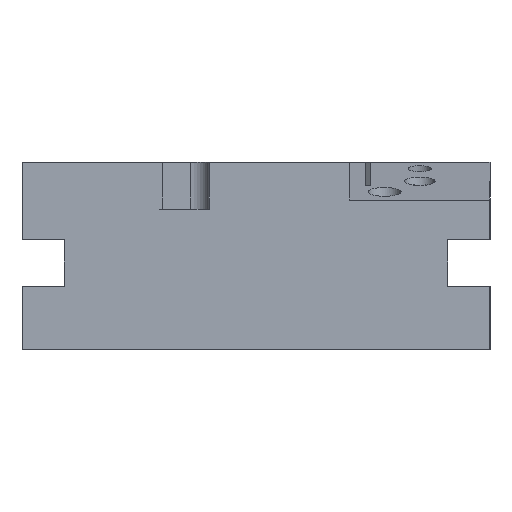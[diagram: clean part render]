
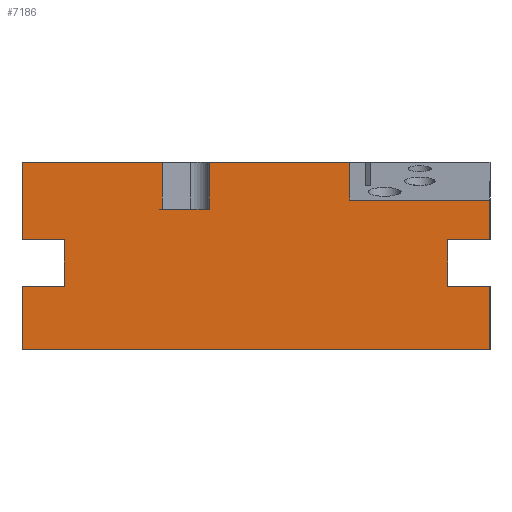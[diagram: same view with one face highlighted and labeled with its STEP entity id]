
A CAD part, left-side view. The second image highlights one B-rep face of the part: STEP entity #7186.
In plain terms, the highlighted planar face has unit normal (-1, 0, 0).
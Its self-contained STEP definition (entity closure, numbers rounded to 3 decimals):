
#6397=CARTESIAN_POINT('POINT440',(-52.5,16.8,
   12.6));
#6398=VERTEX_POINT('VERTEX440',#6397);
#6399=CARTESIAN_POINT('POINT441',(-52.5,16.8,
   21.));
#6400=VERTEX_POINT('VERTEX441',#6399);
#6401=CARTESIAN_POINT('POS669',(-52.5,16.8,
   12.6));
#6402=DIRECTION('DIR1004',(0.,0.,-1.));
#6403=VECTOR('VEC334',#6402,1.);
#6404=LINE('STRAIGHT334',#6401,#6403);
#6405=EDGE_CURVE('EDGE643',#6398,#6400,#6404,.F.);
#6436=CARTESIAN_POINT('POINT442',(-52.5,8.4,
   12.6));
#6437=VERTEX_POINT('VERTEX442',#6436);
#6438=CARTESIAN_POINT('POS673',(-52.5,0.,12.6));
#6439=DIRECTION('DIR1011',(0.,1.,0.));
#6440=VECTOR('VEC335',#6439,1.);
#6441=LINE('STRAIGHT335',#6438,#6440);
#6442=EDGE_CURVE('EDGE646',#6437,#6398,#6441,.T.);
#6465=CARTESIAN_POINT('POINT443',(-52.5,8.4,
   21.));
#6466=VERTEX_POINT('VERTEX443',#6465);
#6475=CARTESIAN_POINT('POS677',(-52.5,8.4,
   21.));
#6476=DIRECTION('DIR1015',(0.,0.,-1.));
#6477=VECTOR('VEC339',#6476,1.);
#6478=LINE('STRAIGHT339',#6475,#6477);
#6479=EDGE_CURVE('EDGE650',#6437,#6466,#6478,.F.);
#6490=CARTESIAN_POINT('POINT444',(-52.5,-42.,7.14));
#6491=VERTEX_POINT('VERTEX444',#6490);
#6498=CARTESIAN_POINT('POINT445',(-52.5,-34.44,7.14));
#6499=VERTEX_POINT('VERTEX445',#6498);
#6500=CARTESIAN_POINT('POS680',(-52.5,0.,7.14));
#6501=DIRECTION('DIR1019',(0.,-1.,0.));
#6502=VECTOR('VEC341',#6501,1.);
#6503=LINE('STRAIGHT341',#6500,#6502);
#6504=EDGE_CURVE('EDGE652',#6491,#6499,#6503,.F.);
#6535=CARTESIAN_POINT('POINT446',(-52.5,-34.44,-1.26));
#6536=VERTEX_POINT('VERTEX446',#6535);
#6545=CARTESIAN_POINT('POS684',(-52.5,-34.44,21.));
#6546=DIRECTION('DIR1024',(0.,0.,-1.));
#6547=VECTOR('VEC344',#6546,1.);
#6548=LINE('STRAIGHT344',#6545,#6547);
#6549=EDGE_CURVE('EDGE655',#6536,#6499,#6548,.F.);
#6574=CARTESIAN_POINT('POINT447',(-52.5,-42.,-1.26));
#6575=VERTEX_POINT('VERTEX447',#6574);
#6584=CARTESIAN_POINT('POS687',(-52.5,0.,-1.26));
#6585=DIRECTION('DIR1028',(0.,-1.,0.));
#6586=VECTOR('VEC346',#6585,1.);
#6587=LINE('STRAIGHT346',#6584,#6586);
#6588=EDGE_CURVE('EDGE657',#6575,#6536,#6587,.F.);
#6599=CARTESIAN_POINT('POINT448',(-52.5,-42.,-12.6));
#6600=VERTEX_POINT('VERTEX448',#6599);
#6601=CARTESIAN_POINT('POS689',(-52.5,-42.,21.));
#6602=DIRECTION('DIR1031',(0.,0.,1.));
#6603=VECTOR('VEC347',#6602,1.);
#6604=LINE('STRAIGHT347',#6601,#6603);
#6605=EDGE_CURVE('EDGE658',#6575,#6600,#6604,.F.);
#6632=CARTESIAN_POINT('POINT449',(-52.5,42.,-12.6));
#6633=VERTEX_POINT('VERTEX449',#6632);
#6634=CARTESIAN_POINT('POS692',(-52.5,0.,-12.6));
#6635=DIRECTION('DIR1035',(0.,-1.,0.));
#6636=VECTOR('VEC349',#6635,1.);
#6637=LINE('STRAIGHT349',#6634,#6636);
#6638=EDGE_CURVE('EDGE660',#6633,#6600,#6637,.T.);
#6655=CARTESIAN_POINT('POINT450',(-52.5,42.,-1.26));
#6656=VERTEX_POINT('VERTEX450',#6655);
#6665=CARTESIAN_POINT('POS696',(-52.5,42.,21.));
#6666=DIRECTION('DIR1040',(0.,0.,-1.));
#6667=VECTOR('VEC352',#6666,1.);
#6668=LINE('STRAIGHT352',#6665,#6667);
#6669=EDGE_CURVE('EDGE663',#6656,#6633,#6668,.T.);
#6679=CARTESIAN_POINT('POINT451',(-52.5,34.44,-1.26));
#6680=VERTEX_POINT('VERTEX451',#6679);
#6689=CARTESIAN_POINT('POS699',(-52.5,38.22,-1.26));
#6690=DIRECTION('DIR1044',(0.,-1.,0.));
#6691=VECTOR('VEC354',#6690,1.);
#6692=LINE('STRAIGHT354',#6689,#6691);
#6693=EDGE_CURVE('EDGE665',#6680,#6656,#6692,.F.);
#6703=CARTESIAN_POINT('POINT452',(-52.5,34.44,7.14));
#6704=VERTEX_POINT('VERTEX452',#6703);
#6713=CARTESIAN_POINT('POS702',(-52.5,34.44,21.));
#6714=DIRECTION('DIR1048',(0.,0.,1.));
#6715=VECTOR('VEC356',#6714,1.);
#6716=LINE('STRAIGHT356',#6713,#6715);
#6717=EDGE_CURVE('EDGE667',#6704,#6680,#6716,.F.);
#6729=CARTESIAN_POINT('POINT453',(-52.5,42.,7.14));
#6730=VERTEX_POINT('VERTEX453',#6729);
#6731=CARTESIAN_POINT('POS704',(-52.5,38.22,7.14));
#6732=DIRECTION('DIR1051',(0.,-1.,0.));
#6733=VECTOR('VEC357',#6732,1.);
#6734=LINE('STRAIGHT357',#6731,#6733);
#6735=EDGE_CURVE('EDGE668',#6704,#6730,#6734,.F.);
#6751=CARTESIAN_POINT('POINT454',(-52.5,42.,21.));
#6752=VERTEX_POINT('VERTEX454',#6751);
#6753=CARTESIAN_POINT('POS707',(-52.5,42.,21.));
#6754=DIRECTION('DIR1055',(0.,0.,-1.));
#6755=VECTOR('VEC359',#6754,1.);
#6756=LINE('STRAIGHT359',#6753,#6755);
#6757=EDGE_CURVE('EDGE670',#6752,#6730,#6756,.T.);
#6780=CARTESIAN_POINT('POS710',(-52.5,8.4,21.));
#6781=DIRECTION('DIR1058',(0.,-1.,0.));
#6782=VECTOR('VEC362',#6781,1.);
#6783=LINE('STRAIGHT362',#6780,#6782);
#6784=EDGE_CURVE('EDGE673',#6400,#6752,#6783,.F.);
#7021=CARTESIAN_POINT('POINT465',(-52.5,-16.8,21.));
#7022=VERTEX_POINT('VERTEX465',#7021);
#7023=CARTESIAN_POINT('POS730',(-52.5,0.,21.));
#7024=DIRECTION('DIR1086',(0.,-1.,0.));
#7025=VECTOR('VEC374',#7024,1.);
#7026=LINE('STRAIGHT374',#7023,#7025);
#7027=EDGE_CURVE('EDGE691',#6466,#7022,#7026,.T.);
#7122=CARTESIAN_POINT('POINT468',(-52.5,-42.,
   14.248));
#7123=VERTEX_POINT('VERTEX468',#7122);
#7124=CARTESIAN_POINT('POS736',(-52.5,-42.,15.54));
#7125=DIRECTION('DIR1093',(0.,0.,1.));
#7126=VECTOR('VEC379',#7125,1.);
#7127=LINE('STRAIGHT379',#7124,#7126);
#7128=EDGE_CURVE('EDGE696',#7123,#6491,#7127,.F.);
#7149=ORIENTED_EDGE('COEDGE1366',*,*,#6784,.T.);
#7150=ORIENTED_EDGE('COEDGE1367',*,*,#6757,.T.);
#7151=ORIENTED_EDGE('COEDGE1368',*,*,#6735,.F.);
#7152=ORIENTED_EDGE('COEDGE1369',*,*,#6717,.T.);
#7153=ORIENTED_EDGE('COEDGE1370',*,*,#6693,.T.);
#7154=ORIENTED_EDGE('COEDGE1371',*,*,#6669,.T.);
#7155=ORIENTED_EDGE('COEDGE1372',*,*,#6638,.T.);
#7156=ORIENTED_EDGE('COEDGE1373',*,*,#6605,.F.);
#7157=ORIENTED_EDGE('COEDGE1374',*,*,#6588,.T.);
#7158=ORIENTED_EDGE('COEDGE1375',*,*,#6549,.T.);
#7159=ORIENTED_EDGE('COEDGE1376',*,*,#6504,.F.);
#7160=ORIENTED_EDGE('COEDGE1377',*,*,#7128,.F.);
#7161=CARTESIAN_POINT('POINT469',(-52.5,-16.8,
   14.248));
#7162=VERTEX_POINT('VERTEX469',#7161);
#7163=CARTESIAN_POINT('POS739',(-52.5,0.,
   14.248));
#7164=DIRECTION('DIR1097',(0.,-1.,0.));
#7165=VECTOR('VEC381',#7164,1.);
#7166=LINE('STRAIGHT381',#7163,#7165);
#7167=EDGE_CURVE('EDGE698',#7123,#7162,#7166,.F.);
#7168=ORIENTED_EDGE('COEDGE1378',*,*,#7167,.T.);
#7169=CARTESIAN_POINT('POS740',(-52.5,-16.8,
   24.533));
#7170=DIRECTION('DIR1098',(0.,0.,1.));
#7171=VECTOR('VEC382',#7170,1.);
#7172=LINE('STRAIGHT382',#7169,#7171);
#7173=EDGE_CURVE('EDGE699',#7162,#7022,#7172,.T.);
#7174=ORIENTED_EDGE('COEDGE1379',*,*,#7173,.T.);
#7175=ORIENTED_EDGE('COEDGE1380',*,*,#7027,.F.);
#7176=ORIENTED_EDGE('COEDGE1381',*,*,#6479,.F.);
#7177=ORIENTED_EDGE('COEDGE1382',*,*,#6442,.T.);
#7178=ORIENTED_EDGE('COEDGE1383',*,*,#6405,.T.);
#7179=EDGE_LOOP('NONE',(#7149,#7150,#7151,#7152,#7153,#7154,#7155,#7156,
   #7157,#7158,#7159,#7160,#7168,#7174,#7175,#7176,#7177,#7178));
#7180=FACE_BOUND('LOOP1',#7179,.T.);
#7181=CARTESIAN_POINT('POS741',(-52.5,0.,21.));
#7182=DIRECTION('DIR1099',(-1.,0.,0.));
#7183=DIRECTION('DIR1100',(0.,1.,0.));
#7184=AXIS2_PLACEMENT_3D('AXIS359',#7181,#7182,#7183);
#7185=PLANE('PLANE102',#7184);
#7186=ADVANCED_FACE('FACE253',(#7180),#7185,.T.);
